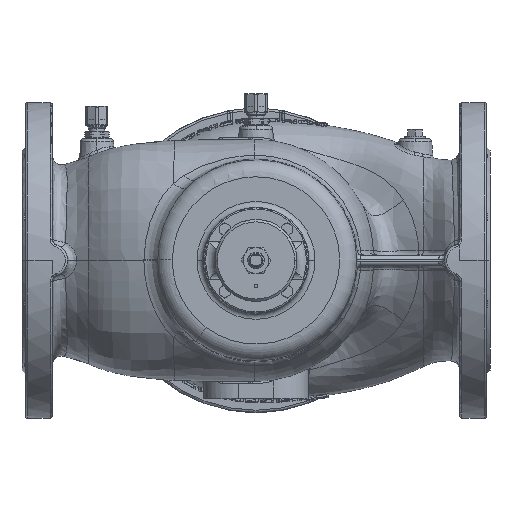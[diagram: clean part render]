
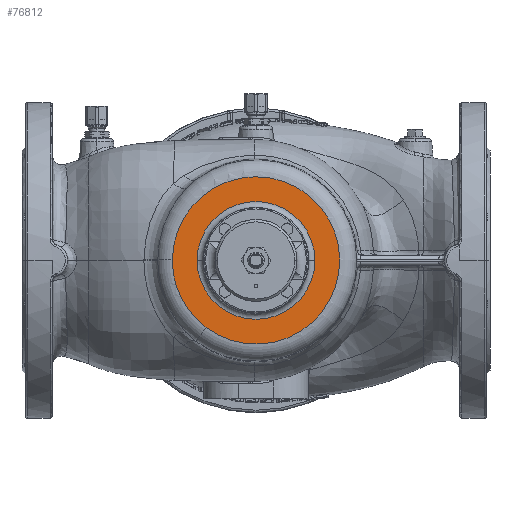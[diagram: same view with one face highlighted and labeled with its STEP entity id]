
A CAD part, front view. The second image highlights one B-rep face of the part: STEP entity #76812.
In plain terms, the highlighted planar face has unit normal (0, -1, 0).
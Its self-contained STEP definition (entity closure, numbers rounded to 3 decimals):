
#21414=CARTESIAN_POINT('',(0.,-143.,0.));
#21415=DIRECTION('',(0.,1.,0.));
#21416=DIRECTION('',(1.,0.,0.));
#21417=AXIS2_PLACEMENT_3D('',#21414,#21415,#21416);
#21422=CARTESIAN_POINT('',(0.,-143.,0.));
#21423=DIRECTION('',(0.,1.,0.));
#21424=DIRECTION('',(-1.,0.,0.));
#21425=AXIS2_PLACEMENT_3D('',#21422,#21423,#21424);
#21430=CARTESIAN_POINT('',(0.,-143.,0.));
#21431=DIRECTION('',(0.,1.,0.));
#21432=DIRECTION('',(-0.598,0.,-0.802));
#21433=AXIS2_PLACEMENT_3D('',#21430,#21431,#21432);
#21438=CARTESIAN_POINT('',(0.,-143.,0.));
#21439=DIRECTION('',(0.,1.,0.));
#21440=DIRECTION('',(-1.,0.,0.009));
#21441=AXIS2_PLACEMENT_3D('',#21438,#21439,#21440);
#37354=CARTESIAN_POINT('',(50.341,-143.,0.));
#37355=CARTESIAN_POINT('',(-50.341,-143.,0.));
#37356=VERTEX_POINT('',#37354);
#37357=VERTEX_POINT('',#37355);
#38404=CARTESIAN_POINT('',(-42.725,-143.,-57.328));
#38405=CARTESIAN_POINT('',(-71.494,-143.,0.675));
#38406=VERTEX_POINT('',#38404);
#38407=VERTEX_POINT('',#38405);
#76798=CARTESIAN_POINT('',(0.,-143.,0.));
#76799=DIRECTION('',(0.,-1.,0.));
#76800=DIRECTION('',(-1.,0.,0.));
#76801=AXIS2_PLACEMENT_3D('',#76798,#76799,#76800);
#76802=PLANE('',#76801);
#76803=ORIENTED_EDGE('',*,*,#69254,.T.);
#76804=ORIENTED_EDGE('',*,*,#66762,.T.);
#76805=EDGE_LOOP('',(#76803,#76804));
#76806=FACE_OUTER_BOUND('',#76805,.F.);
#76808=ORIENTED_EDGE('',*,*,#76807,.F.);
#76809=ORIENTED_EDGE('',*,*,#76788,.F.);
#76810=EDGE_LOOP('',(#76808,#76809));
#76811=FACE_BOUND('',#76810,.F.);
#21418=CIRCLE('',#21417,50.341);
#21426=CIRCLE('',#21425,50.341);
#21434=CIRCLE('',#21433,71.498);
#21442=CIRCLE('',#21441,71.498);
#66762=EDGE_CURVE('',#38407,#38406,#21442,.T.);
#69254=EDGE_CURVE('',#38406,#38407,#21434,.T.);
#76788=EDGE_CURVE('',#37357,#37356,#21426,.T.);
#76807=EDGE_CURVE('',#37356,#37357,#21418,.T.);
#76812=ADVANCED_FACE('',(#76806,#76811),#76802,.T.);
